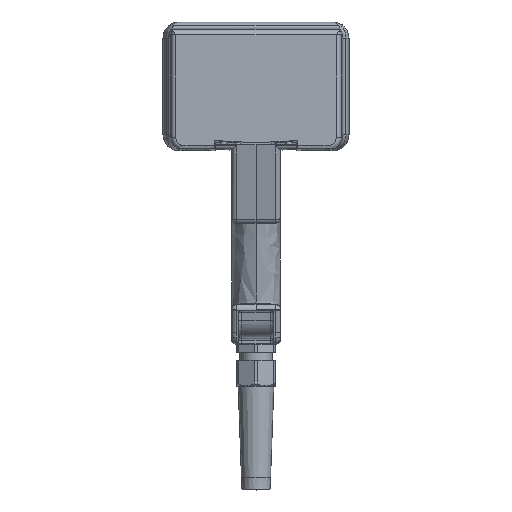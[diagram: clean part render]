
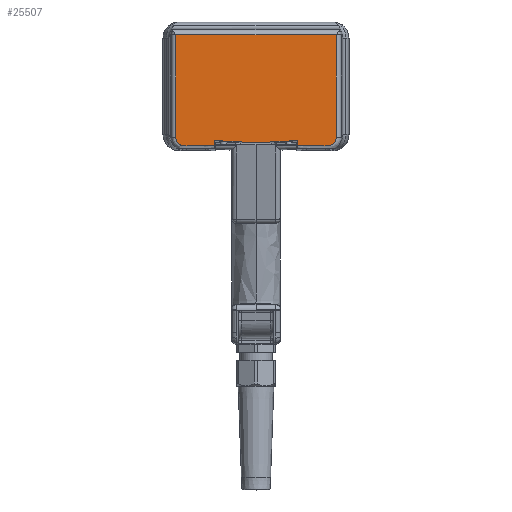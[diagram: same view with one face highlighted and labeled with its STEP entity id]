
A CAD part, top view. The second image highlights one B-rep face of the part: STEP entity #25507.
In plain terms, the highlighted planar face has unit normal (0, 0, 1).
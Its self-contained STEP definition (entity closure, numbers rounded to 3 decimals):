
#37 = CARTESIAN_POINT ( 'NONE',  ( -49.522, 31.748, 42.5 ) ) ;
#162 = VERTEX_POINT ( 'NONE', #7252 ) ;
#190 = B_SPLINE_CURVE_WITH_KNOTS ( 'NONE', 3,
 ( #1603, #15855, #14189, #14300, #16171, #1064, #13661, #31282, #11117, #28731, #8552, #26196, #6014, #23659, #31175, #21145, #18599, #3476, #16069 ),
 .UNSPECIFIED., .F., .F.,
 ( 4, 2, 2, 2, 2, 2, 2, 1, 1, 1, 4 ),
 ( 0., 0.002, 0.003, 0.005, 0.007, 0.008, 0.008, 0.008, 0.01, 0.013, 0.027 ),
 .UNSPECIFIED. ) ;
#316 = CARTESIAN_POINT ( 'NONE',  ( 46.193, -36.492, 42.5 ) ) ;
#389 = CARTESIAN_POINT ( 'NONE',  ( 49.522, 31.748, 42.5 ) ) ;
#919 = VERTEX_POINT ( 'NONE', #4624 ) ;
#1064 = CARTESIAN_POINT ( 'NONE',  ( -48.078, -35.301, 42.5 ) ) ;
#1603 = CARTESIAN_POINT ( 'NONE',  ( -49.522, -31.736, 42.5 ) ) ;
#2127 = ORIENTED_EDGE ( 'NONE', *, *, #18741, .T. ) ;
#2154 = ORIENTED_EDGE ( 'NONE', *, *, #21247, .F. ) ;
#2653 = EDGE_CURVE ( 'NONE', #15830, #29019, #190, .T. ) ;
#2705 = CARTESIAN_POINT ( 'NONE',  ( 30.002, -36.75, 42.5 ) ) ;
#2811 = CARTESIAN_POINT ( 'NONE',  ( 47.665, -35.671, 42.5 ) ) ;
#2847 = CARTESIAN_POINT ( 'NONE',  ( -51.898, 31.772, 42.5 ) ) ;
#3258 = CARTESIAN_POINT ( 'NONE',  ( -25.532, -39.488, 42.5 ) ) ;
#3476 = CARTESIAN_POINT ( 'NONE',  ( -30., -36.75, 42.5 ) ) ;
#4402 = VERTEX_POINT ( 'NONE', #29737 ) ;
#4624 = CARTESIAN_POINT ( 'NONE',  ( -49.522, 31.736, 42.5 ) ) ;
#4929 = VERTEX_POINT ( 'NONE', #19795 ) ;
#5369 = CARTESIAN_POINT ( 'NONE',  ( 48.786, -34.411, 42.5 ) ) ;
#6014 = CARTESIAN_POINT ( 'NONE',  ( -44.522, -36.75, 42.5 ) ) ;
#6256 = EDGE_CURVE ( 'NONE', #27613, #9588, #24204, .T. ) ;
#7206 = ORIENTED_EDGE ( 'NONE', *, *, #10738, .T. ) ;
#7252 = CARTESIAN_POINT ( 'NONE',  ( 49.522, -31.736, 42.5 ) ) ;
#7270 = DIRECTION ( 'NONE',  ( 0., 1., 0. ) ) ;
#7770 = CARTESIAN_POINT ( 'NONE',  ( 41.734, -36.75, 42.5 ) ) ;
#7876 = CARTESIAN_POINT ( 'NONE',  ( 49.428, -32.853, 42.5 ) ) ;
#8552 = CARTESIAN_POINT ( 'NONE',  ( -45.08, -36.725, 42.5 ) ) ;
#8862 = ORIENTED_EDGE ( 'NONE', *, *, #6256, .F. ) ;
#9558 = VECTOR ( 'NONE', #17977, 1000. ) ;
#9576 = DIRECTION ( 'NONE',  ( -1., 0., 0. ) ) ;
#9588 = VERTEX_POINT ( 'NONE', #20933 ) ;
#9826 = ORIENTED_EDGE ( 'NONE', *, *, #19482, .T. ) ;
#10329 = CARTESIAN_POINT ( 'NONE',  ( 44.248, -36.75, 42.5 ) ) ;
#10439 = CARTESIAN_POINT ( 'NONE',  ( 49.522, -31.736, 42.5 ) ) ;
#10738 = EDGE_CURVE ( 'NONE', #4402, #919, #29768, .T. ) ;
#10817 = VECTOR ( 'NONE', #7270, 1000. ) ;
#11117 = CARTESIAN_POINT ( 'NONE',  ( -46.186, -36.494, 42.5 ) ) ;
#12598 = ORIENTED_EDGE ( 'NONE', *, *, #20552, .T. ) ;
#12789 = DIRECTION ( 'NONE',  ( 0., 0., -1. ) ) ;
#12889 = CARTESIAN_POINT ( 'NONE',  ( 44.667, -36.749, 42.5 ) ) ;
#13072 = CARTESIAN_POINT ( 'NONE',  ( 49.522, 31.76, 42.5 ) ) ;
#13661 = CARTESIAN_POINT ( 'NONE',  ( -47.661, -35.675, 42.5 ) ) ;
#13820 = EDGE_CURVE ( 'NONE', #9588, #19787, #15628, .T. ) ;
#14189 = CARTESIAN_POINT ( 'NONE',  ( -49.428, -32.854, 42.5 ) ) ;
#14300 = CARTESIAN_POINT ( 'NONE',  ( -49.054, -33.924, 42.5 ) ) ;
#14905 = CARTESIAN_POINT ( 'NONE',  ( 25.532, -34.207, 42.5 ) ) ;
#15058 = DIRECTION ( 'NONE',  ( 0., 1., 0. ) ) ;
#15391 = CARTESIAN_POINT ( 'NONE',  ( 45.366, -36.684, 42.5 ) ) ;
#15415 = ORIENTED_EDGE ( 'NONE', *, *, #15697, .T. ) ;
#15628 = CIRCLE ( 'NONE', #32100, 313.906 ) ;
#15697 = EDGE_CURVE ( 'NONE', #27613, #162, #21898, .T. ) ;
#15717 = VECTOR ( 'NONE', #21872, 1000. ) ;
#15830 = VERTEX_POINT ( 'NONE', #21126 ) ;
#15855 = CARTESIAN_POINT ( 'NONE',  ( -49.522, -32.303, 42.5 ) ) ;
#16069 = CARTESIAN_POINT ( 'NONE',  ( -25.532, -36.75, 42.5 ) ) ;
#16171 = CARTESIAN_POINT ( 'NONE',  ( -48.784, -34.414, 42.5 ) ) ;
#16475 = FACE_OUTER_BOUND ( 'NONE', #23614, .T. ) ;
#16983 = PLANE ( 'NONE',  #28936 ) ;
#17561 = CARTESIAN_POINT ( 'NONE',  ( 25.532, -36.75, 42.5 ) ) ;
#17664 = CARTESIAN_POINT ( 'NONE',  ( -49.522, 31.736, 42.5 ) ) ;
#17941 = CARTESIAN_POINT ( 'NONE',  ( 46.709, -36.276, 42.5 ) ) ;
#17977 = DIRECTION ( 'NONE',  ( -1., 0., 0. ) ) ;
#18599 = CARTESIAN_POINT ( 'NONE',  ( -35.586, -36.75, 42.5 ) ) ;
#18682 = B_SPLINE_CURVE_WITH_KNOTS ( 'NONE', 3,
 ( #25601, #389, #13072, #30708 ),
 .UNSPECIFIED., .F., .F.,
 ( 4, 4 ),
 ( 0., 0. ),
 .UNSPECIFIED. ) ;
#18741 = EDGE_CURVE ( 'NONE', #162, #4929, #22980, .T. ) ;
#19164 = ORIENTED_EDGE ( 'NONE', *, *, #2653, .T. ) ;
#19482 = EDGE_CURVE ( 'NONE', #30779, #4402, #22992, .T. ) ;
#19784 = LINE ( 'NONE', #3258, #32418 ) ;
#19787 = VERTEX_POINT ( 'NONE', #22471 ) ;
#19795 = CARTESIAN_POINT ( 'NONE',  ( 49.522, 31.736, 42.5 ) ) ;
#19884 = CARTESIAN_POINT ( 'NONE',  ( -49.522, 31.76, 42.5 ) ) ;
#20383 = CARTESIAN_POINT ( 'NONE',  ( 25.532, -36.75, 42.5 ) ) ;
#20487 = CARTESIAN_POINT ( 'NONE',  ( 48.081, -35.298, 42.5 ) ) ;
#20552 = EDGE_CURVE ( 'NONE', #4929, #30779, #18682, .T. ) ;
#20928 = DIRECTION ( 'NONE',  ( 0., -1., 0. ) ) ;
#20933 = CARTESIAN_POINT ( 'NONE',  ( 25.532, -33.611, 42.5 ) ) ;
#21126 = CARTESIAN_POINT ( 'NONE',  ( -49.522, -31.736, 42.5 ) ) ;
#21145 = CARTESIAN_POINT ( 'NONE',  ( -41.73, -36.75, 42.5 ) ) ;
#21247 = EDGE_CURVE ( 'NONE', #19787, #29019, #19784, .T. ) ;
#21688 = CARTESIAN_POINT ( 'NONE',  ( 49.522, 31.772, 42.5 ) ) ;
#21872 = DIRECTION ( 'NONE',  ( 0., -1., 0. ) ) ;
#21898 = B_SPLINE_CURVE_WITH_KNOTS ( 'NONE', 3,
 ( #20383, #2705, #22900, #7770, #25409, #10329, #27937, #12889, #30512, #15391, #316, #17941, #2811, #20487, #5369, #23006, #7876, #25523, #10439 ),
 .UNSPECIFIED., .F., .F.,
 ( 4, 1, 1, 1, 2, 2, 2, 2, 2, 2, 4 ),
 ( 0., 0.013, 0.017, 0.018, 0.019, 0.019, 0.02, 0.022, 0.023, 0.025, 0.027 ),
 .UNSPECIFIED. ) ;
#22471 = CARTESIAN_POINT ( 'NONE',  ( -25.532, -33.611, 42.5 ) ) ;
#22900 = CARTESIAN_POINT ( 'NONE',  ( 35.588, -36.75, 42.5 ) ) ;
#22980 = LINE ( 'NONE', #27602, #28072 ) ;
#22992 = LINE ( 'NONE', #2847, #9558 ) ;
#23006 = CARTESIAN_POINT ( 'NONE',  ( 49.055, -33.922, 42.5 ) ) ;
#23463 = EDGE_CURVE ( 'NONE', #919, #15830, #29121, .T. ) ;
#23614 = EDGE_LOOP ( 'NONE', ( #32230, #19164, #2154, #29632, #8862, #15415, #2127, #12598, #9826, #7206 ) ) ;
#23659 = CARTESIAN_POINT ( 'NONE',  ( -44.243, -36.75, 42.5 ) ) ;
#24204 = LINE ( 'NONE', #14905, #10817 ) ;
#24382 = CARTESIAN_POINT ( 'NONE',  ( -49.522, 39.75, 42.5 ) ) ;
#24683 = DIRECTION ( 'NONE',  ( 0., 0., -1. ) ) ;
#25145 = CARTESIAN_POINT ( 'NONE',  ( -49.522, 31.772, 42.5 ) ) ;
#25409 = CARTESIAN_POINT ( 'NONE',  ( 43.55, -36.75, 42.5 ) ) ;
#25507 = ADVANCED_FACE ( 'NONE', ( #16475 ), #16983, .F. ) ;
#25523 = CARTESIAN_POINT ( 'NONE',  ( 49.522, -32.302, 42.5 ) ) ;
#25601 = CARTESIAN_POINT ( 'NONE',  ( 49.522, 31.736, 42.5 ) ) ;
#26196 = CARTESIAN_POINT ( 'NONE',  ( -44.662, -36.75, 42.5 ) ) ;
#27602 = CARTESIAN_POINT ( 'NONE',  ( 49.522, 39.75, 42.5 ) ) ;
#27613 = VERTEX_POINT ( 'NONE', #17561 ) ;
#27861 = CARTESIAN_POINT ( 'NONE',  ( 0., 279.255, 42.5 ) ) ;
#27937 = CARTESIAN_POINT ( 'NONE',  ( 44.528, -36.75, 42.5 ) ) ;
#28072 = VECTOR ( 'NONE', #15058, 1000. ) ;
#28731 = CARTESIAN_POINT ( 'NONE',  ( -45.358, -36.685, 42.5 ) ) ;
#28936 = AXIS2_PLACEMENT_3D ( 'NONE', #32226, #24683, #9576 ) ;
#29019 = VERTEX_POINT ( 'NONE', #31560 ) ;
#29121 = LINE ( 'NONE', #24382, #15717 ) ;
#29632 = ORIENTED_EDGE ( 'NONE', *, *, #13820, .F. ) ;
#29737 = CARTESIAN_POINT ( 'NONE',  ( -49.522, 31.772, 42.5 ) ) ;
#29768 = B_SPLINE_CURVE_WITH_KNOTS ( 'NONE', 3,
 ( #25145, #19884, #37, #17664 ),
 .UNSPECIFIED., .F., .F.,
 ( 4, 4 ),
 ( 0., 0. ),
 .UNSPECIFIED. ) ;
#30421 = DIRECTION ( 'NONE',  ( -1., 0., 0. ) ) ;
#30512 = CARTESIAN_POINT ( 'NONE',  ( 45.086, -36.724, 42.5 ) ) ;
#30708 = CARTESIAN_POINT ( 'NONE',  ( 49.522, 31.772, 42.5 ) ) ;
#30779 = VERTEX_POINT ( 'NONE', #21688 ) ;
#31175 = CARTESIAN_POINT ( 'NONE',  ( -43.545, -36.75, 42.5 ) ) ;
#31282 = CARTESIAN_POINT ( 'NONE',  ( -46.703, -36.279, 42.5 ) ) ;
#31560 = CARTESIAN_POINT ( 'NONE',  ( -25.532, -36.75, 42.5 ) ) ;
#32100 = AXIS2_PLACEMENT_3D ( 'NONE', #27861, #12789, #30421 ) ;
#32226 = CARTESIAN_POINT ( 'NONE',  ( -52.47, 39.75, 42.5 ) ) ;
#32230 = ORIENTED_EDGE ( 'NONE', *, *, #23463, .T. ) ;
#32418 = VECTOR ( 'NONE', #20928, 1000. ) ;
